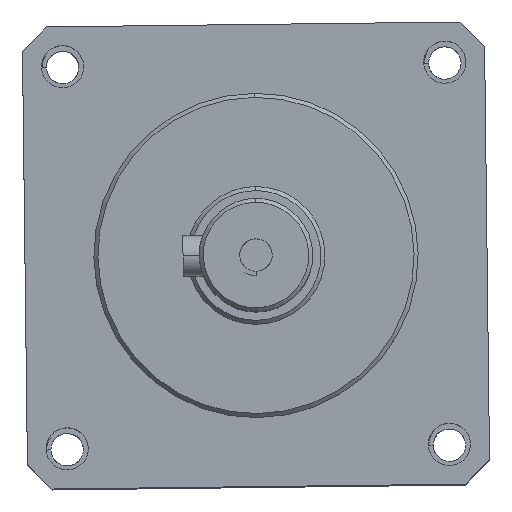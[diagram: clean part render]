
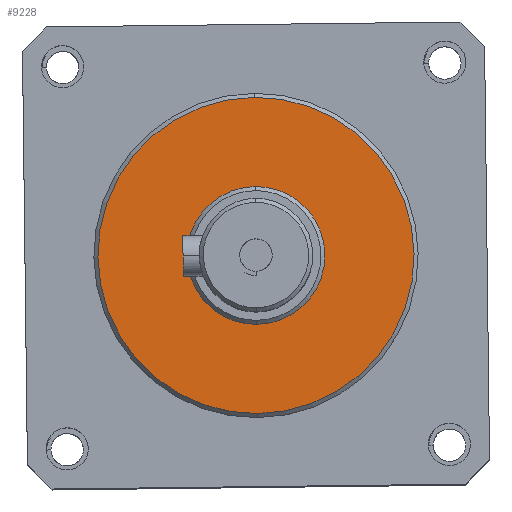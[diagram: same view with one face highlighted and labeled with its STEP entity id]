
A CAD part, top view. The second image highlights one B-rep face of the part: STEP entity #9228.
In plain terms, the highlighted face is planar.
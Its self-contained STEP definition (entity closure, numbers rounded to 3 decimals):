
#122 = AXIS2_PLACEMENT_3D ( 'NONE', #2536, #5134, #8427 ) ;
#127 = AXIS2_PLACEMENT_3D ( 'NONE', #4734, #2901, #2088 ) ;
#362 = ORIENTED_EDGE ( 'NONE', *, *, #10623, .T. ) ;
#598 = DIRECTION ( 'NONE',  ( -1., 0., 0. ) ) ;
#695 = CARTESIAN_POINT ( 'NONE',  ( 8.5, 0., -2.5 ) ) ;
#1471 = FACE_BOUND ( 'NONE', #1860, .T. ) ;
#1860 = EDGE_LOOP ( 'NONE', ( #11294, #7389 ) ) ;
#2062 = ORIENTED_EDGE ( 'NONE', *, *, #3159, .T. ) ;
#2088 = DIRECTION ( 'NONE',  ( -1., 0., 0. ) ) ;
#2149 = CIRCLE ( 'NONE', #127, 8.5 ) ;
#2302 = CARTESIAN_POINT ( 'NONE',  ( -19.5, 0., -2.5 ) ) ;
#2536 = CARTESIAN_POINT ( 'NONE',  ( 0., 0., -2.5 ) ) ;
#2901 = DIRECTION ( 'NONE',  ( 0., 0., -1. ) ) ;
#3078 = AXIS2_PLACEMENT_3D ( 'NONE', #8279, #7355, #7526 ) ;
#3086 = CARTESIAN_POINT ( 'NONE',  ( 0., 0., -2.5 ) ) ;
#3142 = FACE_OUTER_BOUND ( 'NONE', #10654, .T. ) ;
#3159 = EDGE_CURVE ( 'NONE', #4384, #3664, #9321, .T. ) ;
#3194 = DIRECTION ( 'NONE',  ( 0., 0., -1. ) ) ;
#3253 = AXIS2_PLACEMENT_3D ( 'NONE', #3086, #8328, #7466 ) ;
#3622 = CIRCLE ( 'NONE', #3078, 19.5 ) ;
#3664 = VERTEX_POINT ( 'NONE', #2302 ) ;
#3732 = VERTEX_POINT ( 'NONE', #695 ) ;
#4384 = VERTEX_POINT ( 'NONE', #11375 ) ;
#4734 = CARTESIAN_POINT ( 'NONE',  ( 0., 0., -2.5 ) ) ;
#4824 = EDGE_CURVE ( 'NONE', #3732, #10030, #10601, .T. ) ;
#5134 = DIRECTION ( 'NONE',  ( 0., 0., -1. ) ) ;
#6733 = AXIS2_PLACEMENT_3D ( 'NONE', #9154, #3194, #598 ) ;
#7355 = DIRECTION ( 'NONE',  ( 0., 0., -1. ) ) ;
#7389 = ORIENTED_EDGE ( 'NONE', *, *, #10260, .F. ) ;
#7466 = DIRECTION ( 'NONE',  ( -1., 0., 0. ) ) ;
#7526 = DIRECTION ( 'NONE',  ( -1., 0., 0. ) ) ;
#8279 = CARTESIAN_POINT ( 'NONE',  ( 0., 0., -2.5 ) ) ;
#8328 = DIRECTION ( 'NONE',  ( 0., 0., -1. ) ) ;
#8427 = DIRECTION ( 'NONE',  ( -1., 0., 0. ) ) ;
#9154 = CARTESIAN_POINT ( 'NONE',  ( 0., 0., -2.5 ) ) ;
#9228 = ADVANCED_FACE ( 'NONE', ( #3142, #1471 ), #10968, .T. ) ;
#9321 = CIRCLE ( 'NONE', #6733, 19.5 ) ;
#10030 = VERTEX_POINT ( 'NONE', #10506 ) ;
#10260 = EDGE_CURVE ( 'NONE', #10030, #3732, #2149, .T. ) ;
#10506 = CARTESIAN_POINT ( 'NONE',  ( -8.5, 0., -2.5 ) ) ;
#10601 = CIRCLE ( 'NONE', #122, 8.5 ) ;
#10623 = EDGE_CURVE ( 'NONE', #3664, #4384, #3622, .T. ) ;
#10654 = EDGE_LOOP ( 'NONE', ( #2062, #362 ) ) ;
#10968 = PLANE ( 'NONE',  #3253 ) ;
#11294 = ORIENTED_EDGE ( 'NONE', *, *, #4824, .F. ) ;
#11375 = CARTESIAN_POINT ( 'NONE',  ( 19.5, 0., -2.5 ) ) ;
